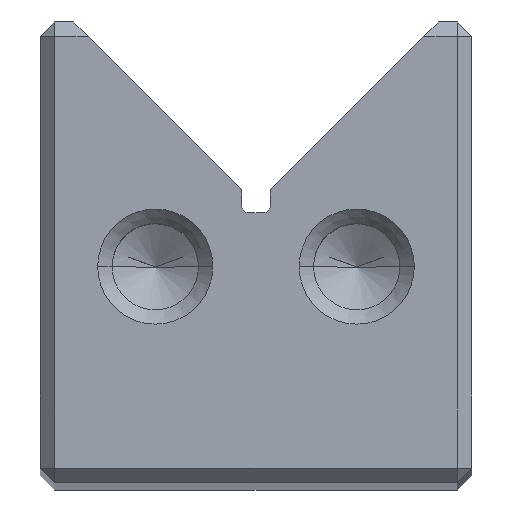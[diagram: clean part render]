
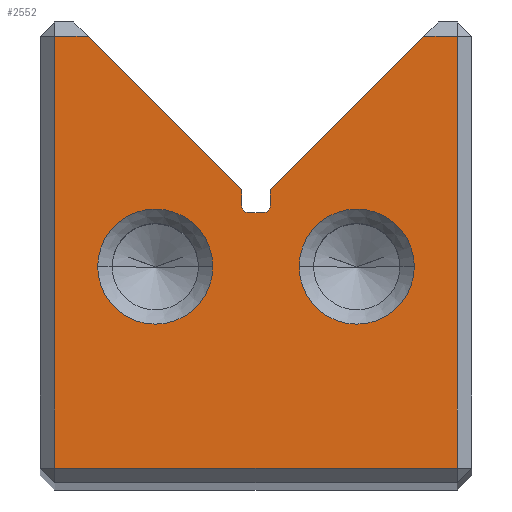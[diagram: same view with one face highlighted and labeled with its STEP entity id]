
A CAD part, top view. The second image highlights one B-rep face of the part: STEP entity #2552.
In plain terms, the highlighted planar face has unit normal (0, 0, 1).
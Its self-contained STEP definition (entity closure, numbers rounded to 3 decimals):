
#2552=ADVANCED_FACE('',(#3405,#3406,#3407),#2899,.F.);
#2899=PLANE('',#8843);
#3137=CIRCLE('',#8773,2.);
#3139=CIRCLE('',#8776,2.);
#3170=CIRCLE('',#8833,0.25);
#3171=CIRCLE('',#8836,0.25);
#3172=CIRCLE('',#8841,2.);
#3173=CIRCLE('',#8842,2.);
#3405=FACE_BOUND('',#3502,.T.);
#3406=FACE_BOUND('',#3503,.T.);
#3407=FACE_BOUND('',#3504,.T.);
#3502=EDGE_LOOP('',(#4261,#4262));
#3503=EDGE_LOOP('',(#4263,#4264));
#3504=EDGE_LOOP('',(#4265,#4266,#4267,#4268,#4269,#4270,#4271,#4272,#4273,
#4274,#4275,#4276));
#4261=ORIENTED_EDGE('',*,*,#6639,.T.);
#4262=ORIENTED_EDGE('',*,*,#6746,.T.);
#4263=ORIENTED_EDGE('',*,*,#6635,.T.);
#4264=ORIENTED_EDGE('',*,*,#6747,.T.);
#4265=ORIENTED_EDGE('',*,*,#6748,.T.);
#4266=ORIENTED_EDGE('',*,*,#6749,.T.);
#4267=ORIENTED_EDGE('',*,*,#6741,.T.);
#4268=ORIENTED_EDGE('',*,*,#6737,.T.);
#4269=ORIENTED_EDGE('',*,*,#6735,.T.);
#4270=ORIENTED_EDGE('',*,*,#6733,.T.);
#4271=ORIENTED_EDGE('',*,*,#6731,.T.);
#4272=ORIENTED_EDGE('',*,*,#6729,.T.);
#4273=ORIENTED_EDGE('',*,*,#6727,.T.);
#4274=ORIENTED_EDGE('',*,*,#6750,.T.);
#4275=ORIENTED_EDGE('',*,*,#6751,.T.);
#4276=ORIENTED_EDGE('',*,*,#6752,.T.);
#6011=VERTEX_POINT('',#11269);
#6012=VERTEX_POINT('',#11271);
#6015=VERTEX_POINT('',#11278);
#6016=VERTEX_POINT('',#11280);
#6077=VERTEX_POINT('',#11452);
#6078=VERTEX_POINT('',#11454);
#6079=VERTEX_POINT('',#11458);
#6080=VERTEX_POINT('',#11462);
#6081=VERTEX_POINT('',#11466);
#6082=VERTEX_POINT('',#11470);
#6083=VERTEX_POINT('',#11474);
#6086=VERTEX_POINT('',#11482);
#6089=VERTEX_POINT('',#11494);
#6090=VERTEX_POINT('',#11495);
#6091=VERTEX_POINT('',#11498);
#6092=VERTEX_POINT('',#11500);
#6635=EDGE_CURVE('',#6012,#6011,#3137,.T.);
#6639=EDGE_CURVE('',#6016,#6015,#3139,.T.);
#6727=EDGE_CURVE('',#6078,#6077,#7559,.T.);
#6729=EDGE_CURVE('',#6079,#6078,#7561,.T.);
#6731=EDGE_CURVE('',#6080,#6079,#3170,.T.);
#6733=EDGE_CURVE('',#6081,#6080,#7564,.T.);
#6735=EDGE_CURVE('',#6082,#6081,#3171,.T.);
#6737=EDGE_CURVE('',#6083,#6082,#7567,.T.);
#6741=EDGE_CURVE('',#6086,#6083,#7571,.T.);
#6746=EDGE_CURVE('',#6015,#6016,#3172,.T.);
#6747=EDGE_CURVE('',#6011,#6012,#3173,.T.);
#6748=EDGE_CURVE('',#6089,#6090,#7576,.T.);
#6749=EDGE_CURVE('',#6090,#6086,#7577,.T.);
#6750=EDGE_CURVE('',#6077,#6091,#7578,.T.);
#6751=EDGE_CURVE('',#6091,#6092,#7579,.T.);
#6752=EDGE_CURVE('',#6092,#6089,#7580,.T.);
#7559=LINE('',#11453,#8269);
#7561=LINE('',#11457,#8271);
#7564=LINE('',#11465,#8274);
#7567=LINE('',#11473,#8277);
#7571=LINE('',#11481,#8281);
#7576=LINE('',#11493,#8286);
#7577=LINE('',#11496,#8287);
#7578=LINE('',#11497,#8288);
#7579=LINE('',#11499,#8289);
#7580=LINE('',#11501,#8290);
#8269=VECTOR('',#9488,1.);
#8271=VECTOR('',#9492,1.);
#8274=VECTOR('',#9501,1.);
#8277=VECTOR('',#9510,1.);
#8281=VECTOR('',#9516,1.);
#8286=VECTOR('',#9529,1.);
#8287=VECTOR('',#9530,1.);
#8288=VECTOR('',#9531,1.);
#8289=VECTOR('',#9532,1.);
#8290=VECTOR('',#9533,1.);
#8773=AXIS2_PLACEMENT_3D('',#11270,#9313,#9314);
#8776=AXIS2_PLACEMENT_3D('',#11279,#9321,#9322);
#8833=AXIS2_PLACEMENT_3D('',#11461,#9496,#9497);
#8836=AXIS2_PLACEMENT_3D('',#11469,#9505,#9506);
#8841=AXIS2_PLACEMENT_3D('',#11491,#9525,#9526);
#8842=AXIS2_PLACEMENT_3D('',#11492,#9527,#9528);
#8843=AXIS2_PLACEMENT_3D('',#11502,#9534,#9535);
#9313=DIRECTION('',(0.,0.,-1.));
#9314=DIRECTION('',(-1.,0.,0.));
#9321=DIRECTION('',(0.,0.,-1.));
#9322=DIRECTION('',(-1.,0.,0.));
#9488=DIRECTION('',(-0.707,0.707,0.));
#9492=DIRECTION('',(0.,1.,0.));
#9496=DIRECTION('',(0.,0.,-1.));
#9497=DIRECTION('',(1.,0.,0.));
#9501=DIRECTION('',(-1.,0.,0.));
#9505=DIRECTION('',(0.,0.,-1.));
#9506=DIRECTION('',(-1.,0.,0.));
#9510=DIRECTION('',(0.,-1.,0.));
#9516=DIRECTION('',(-0.707,-0.707,0.));
#9525=DIRECTION('',(0.,0.,-1.));
#9526=DIRECTION('',(-1.,0.,0.));
#9527=DIRECTION('',(0.,0.,-1.));
#9528=DIRECTION('',(-1.,0.,0.));
#9529=DIRECTION('',(0.,1.,0.));
#9530=DIRECTION('',(-1.,0.,0.));
#9531=DIRECTION('',(-1.,0.,0.));
#9532=DIRECTION('',(0.,-1.,0.));
#9533=DIRECTION('',(1.,0.,0.));
#9534=DIRECTION('',(0.,0.,-1.));
#9535=DIRECTION('',(-1.,0.,0.));
#11269=CARTESIAN_POINT('',(-5.5,7.5,0.));
#11270=CARTESIAN_POINT('',(-3.5,7.5,0.));
#11271=CARTESIAN_POINT('',(-1.5,7.5,0.));
#11278=CARTESIAN_POINT('',(1.5,7.5,0.));
#11279=CARTESIAN_POINT('',(3.5,7.5,0.));
#11280=CARTESIAN_POINT('',(5.5,7.5,0.));
#11452=CARTESIAN_POINT('',(-5.828,15.5,0.));
#11453=CARTESIAN_POINT('',(-6.328,16.,0.));
#11454=CARTESIAN_POINT('',(-0.5,10.172,0.));
#11457=CARTESIAN_POINT('',(-0.5,10.172,0.));
#11458=CARTESIAN_POINT('',(-0.5,9.622,0.));
#11461=CARTESIAN_POINT('',(-0.25,9.622,0.));
#11462=CARTESIAN_POINT('',(-0.25,9.372,0.));
#11465=CARTESIAN_POINT('',(0.25,9.372,0.));
#11466=CARTESIAN_POINT('',(0.25,9.372,0.));
#11469=CARTESIAN_POINT('',(0.25,9.622,0.));
#11470=CARTESIAN_POINT('',(0.5,9.622,0.));
#11473=CARTESIAN_POINT('',(0.5,10.172,0.));
#11474=CARTESIAN_POINT('',(0.5,10.172,0.));
#11481=CARTESIAN_POINT('',(6.328,16.,0.));
#11482=CARTESIAN_POINT('',(5.828,15.5,0.));
#11491=CARTESIAN_POINT('',(3.5,7.5,0.));
#11492=CARTESIAN_POINT('',(-3.5,7.5,0.));
#11493=CARTESIAN_POINT('',(7.,16.,0.));
#11494=CARTESIAN_POINT('',(7.,0.5,0.));
#11495=CARTESIAN_POINT('',(7.,15.5,0.));
#11496=CARTESIAN_POINT('',(6.328,15.5,0.));
#11497=CARTESIAN_POINT('',(-7.5,15.5,0.));
#11498=CARTESIAN_POINT('',(-7.,15.5,0.));
#11499=CARTESIAN_POINT('',(-7.,0.,0.));
#11500=CARTESIAN_POINT('',(-7.,0.5,0.));
#11501=CARTESIAN_POINT('',(7.5,0.5,0.));
#11502=CARTESIAN_POINT('',(0.25,9.622,0.));
